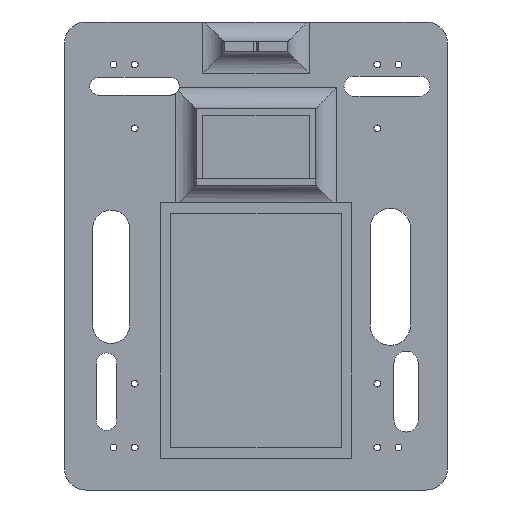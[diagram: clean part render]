
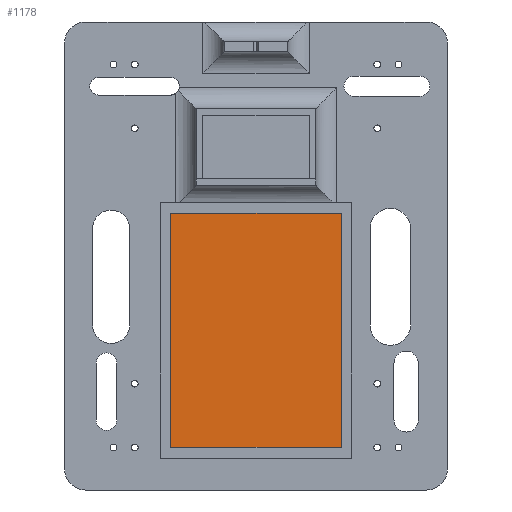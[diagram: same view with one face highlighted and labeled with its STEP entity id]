
A CAD part, front view. The second image highlights one B-rep face of the part: STEP entity #1178.
In plain terms, the highlighted planar face has unit normal (0, -1, 0).
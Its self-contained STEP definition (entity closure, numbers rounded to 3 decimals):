
#207 = ORIENTED_EDGE ( 'NONE', *, *, #3573, .T. ) ;
#256 = DIRECTION ( 'NONE',  ( 0., 0., 1. ) ) ;
#342 = DIRECTION ( 'NONE',  ( 1., 0., 0. ) ) ;
#345 = EDGE_CURVE ( 'NONE', #1194, #3561, #462, .T. ) ;
#462 = LINE ( 'NONE', #1830, #2489 ) ;
#494 = VECTOR ( 'NONE', #2420, 1000. ) ;
#731 = DIRECTION ( 'NONE',  ( 0., 0., 1. ) ) ;
#757 = ORIENTED_EDGE ( 'NONE', *, *, #2395, .T. ) ;
#759 = CARTESIAN_POINT ( 'NONE',  ( -45.26, 0., -9.091 ) ) ;
#777 = CARTESIAN_POINT ( 'NONE',  ( -45.26, 0., -119.091 ) ) ;
#866 = VECTOR ( 'NONE', #2138, 1000. ) ;
#998 = CARTESIAN_POINT ( 'NONE',  ( 34.74, 0., -9.091 ) ) ;
#1079 = FACE_OUTER_BOUND ( 'NONE', #2831, .T. ) ;
#1101 = LINE ( 'NONE', #3610, #2561 ) ;
#1158 = DIRECTION ( 'NONE',  ( 0., 1., 0. ) ) ;
#1178 = ADVANCED_FACE ( 'NONE', ( #1079 ), #2236, .F. ) ;
#1194 = VERTEX_POINT ( 'NONE', #3628 ) ;
#1297 = CARTESIAN_POINT ( 'NONE',  ( 34.74, 0., -9.091 ) ) ;
#1327 = LINE ( 'NONE', #2687, #866 ) ;
#1646 = ORIENTED_EDGE ( 'NONE', *, *, #345, .T. ) ;
#1830 = CARTESIAN_POINT ( 'NONE',  ( 34.74, 0., -9.091 ) ) ;
#2138 = DIRECTION ( 'NONE',  ( 0., 0., -1. ) ) ;
#2236 = PLANE ( 'NONE',  #2501 ) ;
#2395 = EDGE_CURVE ( 'NONE', #3117, #1194, #1101, .T. ) ;
#2420 = DIRECTION ( 'NONE',  ( -1., 0., 0. ) ) ;
#2489 = VECTOR ( 'NONE', #731, 1000. ) ;
#2501 = AXIS2_PLACEMENT_3D ( 'NONE', #2786, #1158, #256 ) ;
#2561 = VECTOR ( 'NONE', #342, 1000. ) ;
#2575 = VERTEX_POINT ( 'NONE', #759 ) ;
#2687 = CARTESIAN_POINT ( 'NONE',  ( -45.26, 0., -9.091 ) ) ;
#2786 = CARTESIAN_POINT ( 'NONE',  ( -85.26, 0., -129.091 ) ) ;
#2831 = EDGE_LOOP ( 'NONE', ( #207, #757, #1646, #3107 ) ) ;
#3107 = ORIENTED_EDGE ( 'NONE', *, *, #3169, .T. ) ;
#3117 = VERTEX_POINT ( 'NONE', #777 ) ;
#3169 = EDGE_CURVE ( 'NONE', #3561, #2575, #3239, .T. ) ;
#3239 = LINE ( 'NONE', #1297, #494 ) ;
#3561 = VERTEX_POINT ( 'NONE', #998 ) ;
#3573 = EDGE_CURVE ( 'NONE', #2575, #3117, #1327, .T. ) ;
#3610 = CARTESIAN_POINT ( 'NONE',  ( 34.74, 0., -119.091 ) ) ;
#3628 = CARTESIAN_POINT ( 'NONE',  ( 34.74, 0., -119.091 ) ) ;
